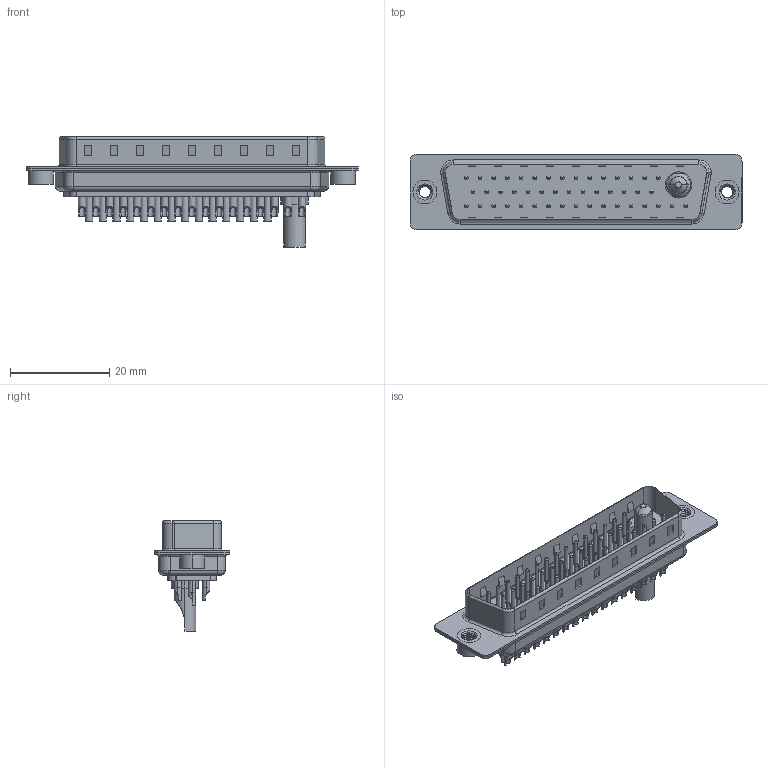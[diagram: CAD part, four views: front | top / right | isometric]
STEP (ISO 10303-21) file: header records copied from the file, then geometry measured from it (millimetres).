
FILE_DESCRIPTION (( 'STEP AP203' ), '1' );
FILE_NAME ('627-47W1622-3NA.STEP', '2019-06-20T16:33:14', ( '' ), ( '' ), 'SwSTEP 2.0', 'SolidWorks 2016', '' );
FILE_SCHEMA (( 'CONFIG_CONTROL_DESIGN' ));
Length unit declared in the file: millimetre
Products named in the file (9): 627Combo Shell Rear_50 Contacts; 627Combo Contact Row 1_22; 627-47W1622-3NA; 627Combo Contact Row 3_22; Power Pin_30A SC; 627Combo Shell Front_50 Contacts; 627Combo Housing_47W1; 627Combo Threaded Rivet_A; 627Combo Contact Row 2_22L
Assembly tree (52 placements, depth 2):
  627-47W1622-3NA
    627Combo Housing_47W1
    627Combo Shell Rear_50 Contacts
    627Combo Shell Front_50 Contacts
    627Combo Threaded Rivet_A  x2
    Power Pin_30A SC
    627Combo Contact Row 1_22  x15
    627Combo Contact Row 2_22L  x14
    627Combo Contact Row 3_22  x17
Bounding box: 67 x 15.3 x 22.3 mm (x, y, z)
Volume: 4716.5 mm3; surface area: 11312.7 mm2
Topology: 53 solids, 53 shells, 2158 faces, 5017 edges, 3069 vertices
Faces by surface type: cylinder 901, plane 630, torus 512, cone 107, bspline 8
Entity records: 30139 total; most frequent: CARTESIAN_POINT 6457, DIRECTION 4863, ORIENTED_EDGE 4182, EDGE_CURVE 2091, AXIS2_PLACEMENT_3D 1928, VERTEX_POINT 1342, EDGE_LOOP 1135, VECTOR 1007
